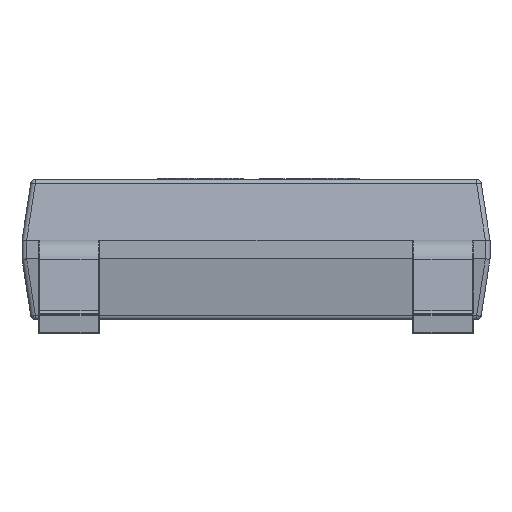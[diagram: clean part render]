
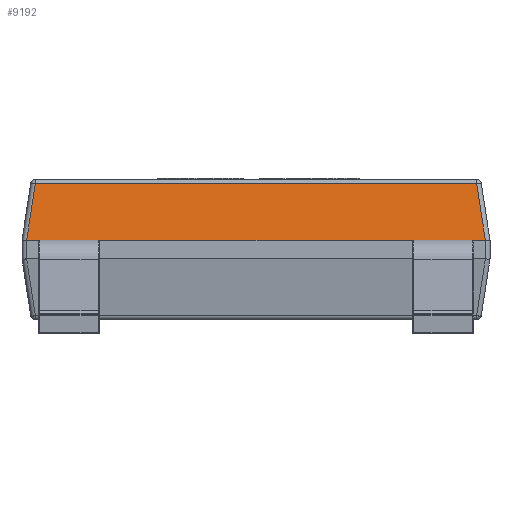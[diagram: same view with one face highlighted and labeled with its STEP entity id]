
A CAD part, front view. The second image highlights one B-rep face of the part: STEP entity #9192.
In plain terms, the highlighted planar face has unit normal (0, -0.988, 0.152).
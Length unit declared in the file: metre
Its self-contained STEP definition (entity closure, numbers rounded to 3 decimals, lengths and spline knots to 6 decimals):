
#14=ELLIPSE('',#13023,0.000329,0.00005);
#21=ELLIPSE('',#13037,0.000329,0.00005);
#294=PLANE('',#13079);
#1127=LINE('',#18681,#1861);
#1134=LINE('',#18701,#1868);
#1141=LINE('',#18741,#1875);
#1152=LINE('',#18772,#1886);
#1861=VECTOR('',#15085,1.);
#1868=VECTOR('',#15106,1.);
#1875=VECTOR('',#15151,1.);
#1886=VECTOR('',#15190,1.);
#3742=ORIENTED_EDGE('',*,*,#5543,.T.);
#3743=ORIENTED_EDGE('',*,*,#5527,.T.);
#3744=ORIENTED_EDGE('',*,*,#5591,.F.);
#3745=ORIENTED_EDGE('',*,*,#5540,.T.);
#3746=ORIENTED_EDGE('',*,*,#5553,.T.);
#3747=ORIENTED_EDGE('',*,*,#5574,.T.);
#5527=EDGE_CURVE('',#6491,#6490,#14,.T.);
#5540=EDGE_CURVE('',#6496,#6500,#21,.T.);
#5543=EDGE_CURVE('',#6501,#6491,#1127,.T.);
#5553=EDGE_CURVE('',#6500,#6508,#1134,.T.);
#5574=EDGE_CURVE('',#6508,#6501,#1141,.T.);
#5591=EDGE_CURVE('',#6496,#6490,#1152,.T.);
#6490=VERTEX_POINT('',#18648);
#6491=VERTEX_POINT('',#18650);
#6496=VERTEX_POINT('',#18665);
#6500=VERTEX_POINT('',#18674);
#6501=VERTEX_POINT('',#18678);
#6508=VERTEX_POINT('',#18700);
#7438=EDGE_LOOP('',(#3742,#3743,#3744,#3745,#3746,#3747));
#7977=FACE_BOUND('',#7438,.T.);
#9192=ADVANCED_FACE('',(#7977),#294,.T.);
#13023=AXIS2_PLACEMENT_3D('',#18649,#15048,#15049);
#13037=AXIS2_PLACEMENT_3D('',#18675,#15078,#15079);
#13079=AXIS2_PLACEMENT_3D('',#18771,#15188,#15189);
#15048=DIRECTION('',(0.,-0.988,0.152));
#15049=DIRECTION('',(0.,-0.152,-0.988));
#15078=DIRECTION('',(0.,-0.988,0.152));
#15079=DIRECTION('',(0.,-0.152,-0.988));
#15085=DIRECTION('',(-0.15,-0.15,-0.977));
#15106=DIRECTION('',(-0.15,0.15,0.977));
#15151=DIRECTION('',(-1.,0.,0.));
#15188=DIRECTION('',(0.,-0.988,0.152));
#15189=DIRECTION('',(-1.,0.,0.));
#15190=DIRECTION('',(-1.,0.,0.));
#18648=CARTESIAN_POINT('',(-0.00245,-0.0022,0.000999));
#18649=CARTESIAN_POINT('',(-0.00245,-0.00215,0.001324));
#18650=CARTESIAN_POINT('',(-0.002451,-0.0022,0.000999));
#18665=CARTESIAN_POINT('',(0.00245,-0.0022,0.000999));
#18674=CARTESIAN_POINT('',(0.002451,-0.0022,0.000999));
#18675=CARTESIAN_POINT('',(0.00245,-0.00215,0.001324));
#18678=CARTESIAN_POINT('',(-0.002357,-0.002107,0.001607));
#18681=CARTESIAN_POINT('',(-0.002297,-0.002047,0.001994));
#18700=CARTESIAN_POINT('',(0.002357,-0.002107,0.001607));
#18701=CARTESIAN_POINT('',(0.002297,-0.002047,0.001994));
#18741=CARTESIAN_POINT('',(0.,-0.002107,0.001607));
#18771=CARTESIAN_POINT('',(0.,-0.0021,0.001649));
#18772=CARTESIAN_POINT('',(-0.0025,-0.0022,0.000999));
